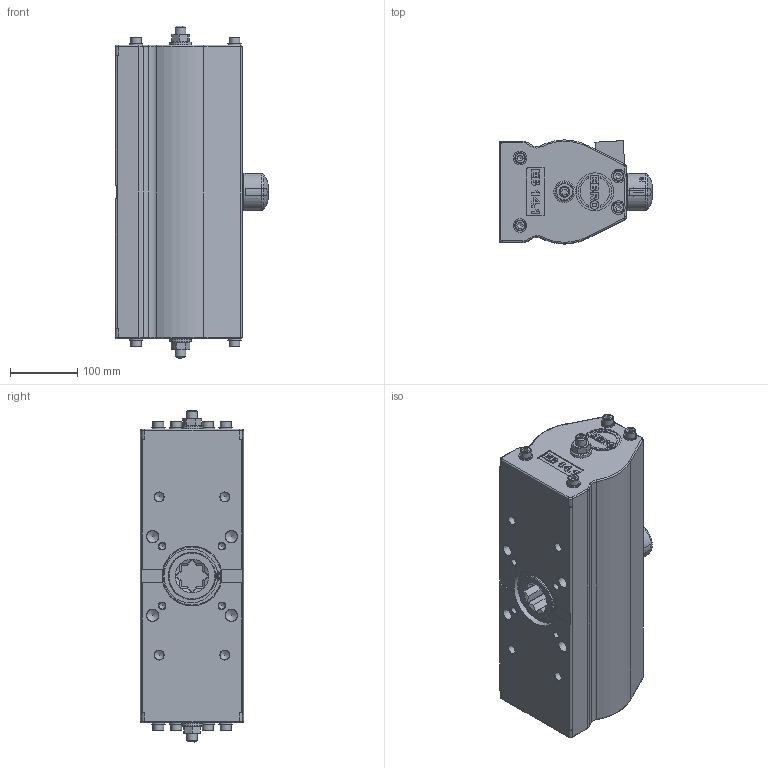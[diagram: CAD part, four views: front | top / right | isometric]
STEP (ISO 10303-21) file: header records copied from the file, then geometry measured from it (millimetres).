
FILE_DESCRIPTION(/* description */ (''),/* implementation_level */ '2;1');
FILE_NAME(/* name */ 'EB14_1 - SYD F12_F16.stp',/* time_stamp */ '2017-11-22T08:54:50+01:00',/* author */ ('Brumpreuksch'),/* organization */ (''),/* preprocessor_version */ 'ST-DEVELOPER v16.5',/* originating_system */ 'Autodesk Inventor 2017',/* authorisation */ '');
FILE_SCHEMA (('AUTOMOTIVE_DESIGN { 1 0 10303 214 3 1 1 }'));
Length unit declared in the file: millimetre
Products named in the file (1): EB14_1 - SYD F12_F16
Bounding box: 228 x 154 x 493 mm (x, y, z)
Volume: 6392549.1 mm3; surface area: 1066161.8 mm2
Topology: 3 solids, 47 shells, 3369 faces, 8343 edges, 4933 vertices
Faces by surface type: plane 1072, bspline 775, cylinder 755, torus 315, cone 259, sphere 193
Full cylindrical faces by diameter (mm): 2 x10, 2.5 x2, 3 x6, 4 x16, 4.134 x8, 4.2 x1, 4.917 x5, 5.5 x1, 6 x2, 6.6 x2, 6.647 x2, 7 x3, 8 x8, 8.376 x8, 10 x11, 10.106 x4, 10.5 x8, 11 x10, 11.445 x2, 13.835 x4, 14 x6, 14.05 x2, 16 x12, 16.5 x1, 17 x1, 17.294 x4, 18 x3, 20 x12, 21 x3, 26 x1
Entity records: 120991 total; most frequent: CARTESIAN_POINT 44130, ORIENTED_EDGE 15058, DIRECTION 14928, EDGE_CURVE 7517, AXIS2_PLACEMENT_3D 6136, VERTEX_POINT 4737, EDGE_LOOP 4056, FACE_OUTER_BOUND 3367
